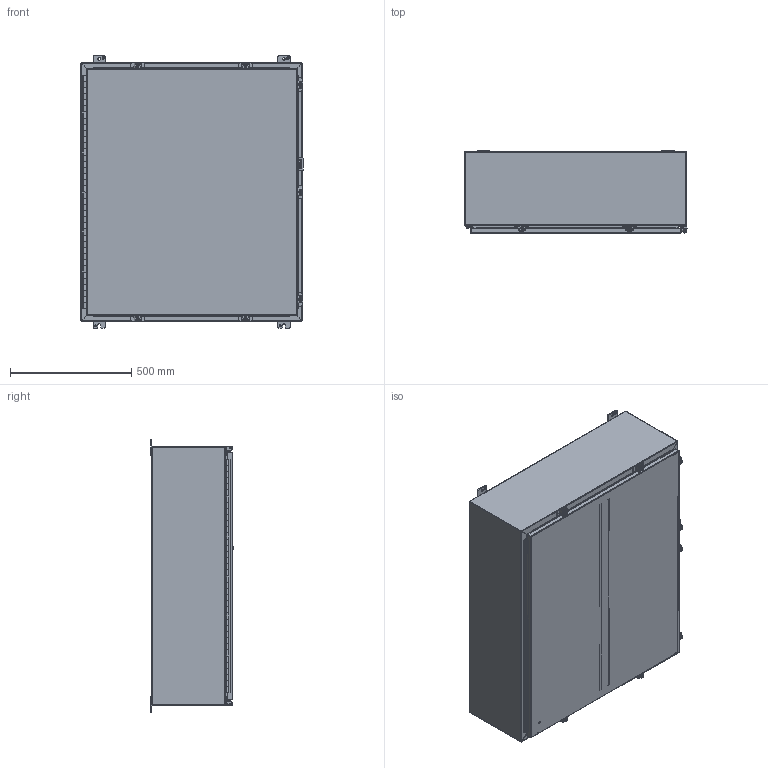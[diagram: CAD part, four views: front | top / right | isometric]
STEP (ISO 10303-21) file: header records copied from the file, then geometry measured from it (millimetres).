
FILE_DESCRIPTION (( 'STEP AP203' ), '1' );
FILE_NAME ('1418N4P12_Default.step', '2019-11-01T14:02:20', ( 'ADC123' ), ( 'Microsoft' ), 'SwSTEP 2.0', 'SolidWorks 2019', '' );
FILE_SCHEMA (( 'CONFIG_CONTROL_DESIGN' ));
Products named in the file (1): 1418N4P12_Default
Bounding box: 918.06 x 341.3 x 1123.95 mm (x, y, z)
Volume: 9003593.1 mm3; surface area: 9307390.3 mm2
Topology: 71 solids, 71 shells, 2166 faces, 5644 edges, 3688 vertices
Faces by surface type: plane 1309, cylinder 749, bspline 92, cone 16
Entity records: 69483 total; most frequent: CARTESIAN_POINT 15411, ORIENTED_EDGE 11288, DIRECTION 11056, EDGE_CURVE 5644, VECTOR 3930, LINE 3930, VERTEX_POINT 3688, AXIS2_PLACEMENT_3D 3563
